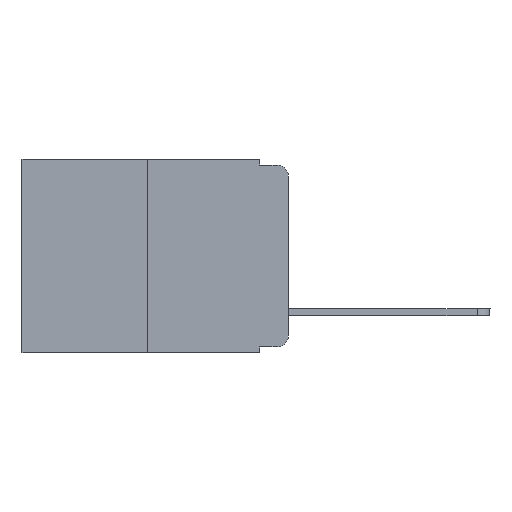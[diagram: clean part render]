
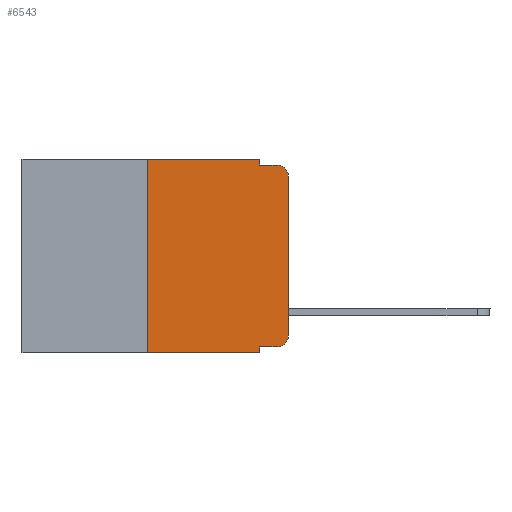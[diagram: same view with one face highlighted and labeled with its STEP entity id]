
A CAD part, left-side view. The second image highlights one B-rep face of the part: STEP entity #6543.
In plain terms, the highlighted planar face has unit normal (-1, 0, 0).
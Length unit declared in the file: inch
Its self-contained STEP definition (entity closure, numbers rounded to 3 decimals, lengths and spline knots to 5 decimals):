
#36 = VERTEX_POINT ( 'NONE', #10095 ) ;
#96 = EDGE_CURVE ( 'NONE', #2282, #8192, #2537, .T. ) ;
#119 = DIRECTION ( 'NONE',  ( 1., 0., 0. ) ) ;
#165 = CARTESIAN_POINT ( 'NONE',  ( 0., 0.473, 0. ) ) ;
#271 = DIRECTION ( 'NONE',  ( 0., 0., 1. ) ) ;
#274 = VERTEX_POINT ( 'NONE', #6924 ) ;
#404 = VERTEX_POINT ( 'NONE', #6413 ) ;
#533 = LINE ( 'NONE', #5803, #4372 ) ;
#562 = DIRECTION ( 'NONE',  ( 0., -1., 0. ) ) ;
#825 = CARTESIAN_POINT ( 'NONE',  ( 0., 0.02, -0.313 ) ) ;
#918 = VECTOR ( 'NONE', #2863, 39.37008 ) ;
#1081 = LINE ( 'NONE', #6256, #1101 ) ;
#1101 = VECTOR ( 'NONE', #4515, 39.37008 ) ;
#1274 = ORIENTED_EDGE ( 'NONE', *, *, #96, .T. ) ;
#1331 = VERTEX_POINT ( 'NONE', #5481 ) ;
#1537 = DIRECTION ( 'NONE',  ( 0., 0., -1. ) ) ;
#1648 = EDGE_CURVE ( 'NONE', #8192, #404, #7354, .T. ) ;
#1649 = CARTESIAN_POINT ( 'NONE',  ( 0., 0.473, 0. ) ) ;
#1751 = EDGE_CURVE ( 'NONE', #5539, #404, #3900, .T. ) ;
#1925 = LINE ( 'NONE', #2037, #5036 ) ;
#1958 = LINE ( 'NONE', #10530, #918 ) ;
#2037 = CARTESIAN_POINT ( 'NONE',  ( 0., 0.25, 0. ) ) ;
#2192 = CARTESIAN_POINT ( 'NONE',  ( 0., 0.051, -0.01 ) ) ;
#2282 = VERTEX_POINT ( 'NONE', #6785 ) ;
#2537 = LINE ( 'NONE', #5173, #9044 ) ;
#2814 = ORIENTED_EDGE ( 'NONE', *, *, #5008, .F. ) ;
#2863 = DIRECTION ( 'NONE',  ( 0., -1., 0. ) ) ;
#2877 = AXIS2_PLACEMENT_3D ( 'NONE', #825, #3505, #3555 ) ;
#2924 = EDGE_CURVE ( 'NONE', #274, #11001, #1958, .T. ) ;
#3287 = CARTESIAN_POINT ( 'NONE',  ( 0., 0., -0.03 ) ) ;
#3500 = VERTEX_POINT ( 'NONE', #6653 ) ;
#3505 = DIRECTION ( 'NONE',  ( -1., 0., 0. ) ) ;
#3555 = DIRECTION ( 'NONE',  ( 0., 0., -1. ) ) ;
#3602 = EDGE_CURVE ( 'NONE', #36, #1331, #6877, .T. ) ;
#3605 = EDGE_CURVE ( 'NONE', #10889, #2282, #6822, .T. ) ;
#3719 = EDGE_CURVE ( 'NONE', #274, #36, #1925, .T. ) ;
#3729 = CARTESIAN_POINT ( 'NONE',  ( 0., 0.02, -0.03 ) ) ;
#3785 = DIRECTION ( 'NONE',  ( 0., -1., 0. ) ) ;
#3900 = LINE ( 'NONE', #4588, #7811 ) ;
#4086 = ORIENTED_EDGE ( 'NONE', *, *, #8687, .F. ) ;
#4207 = ORIENTED_EDGE ( 'NONE', *, *, #3602, .F. ) ;
#4220 = ORIENTED_EDGE ( 'NONE', *, *, #3719, .F. ) ;
#4291 = DIRECTION ( 'NONE',  ( 0., 0., 1. ) ) ;
#4372 = VECTOR ( 'NONE', #1537, 39.37008 ) ;
#4515 = DIRECTION ( 'NONE',  ( 0., 0., -1. ) ) ;
#4518 = DIRECTION ( 'NONE',  ( -1., 0., 0. ) ) ;
#4519 = PLANE ( 'NONE',  #9721 ) ;
#4588 = CARTESIAN_POINT ( 'NONE',  ( 0., 0.051, -0.01 ) ) ;
#5008 = EDGE_CURVE ( 'NONE', #1331, #5539, #1081, .T. ) ;
#5036 = VECTOR ( 'NONE', #271, 39.37008 ) ;
#5040 = AXIS2_PLACEMENT_3D ( 'NONE', #3729, #4518, #8984 ) ;
#5173 = CARTESIAN_POINT ( 'NONE',  ( 0., 0., 0. ) ) ;
#5179 = DIRECTION ( 'NONE',  ( 0., -1., 0. ) ) ;
#5481 = CARTESIAN_POINT ( 'NONE',  ( 0., 0.051, 0. ) ) ;
#5539 = VERTEX_POINT ( 'NONE', #2192 ) ;
#5803 = CARTESIAN_POINT ( 'NONE',  ( 0., 0.051, 0. ) ) ;
#6086 = FACE_OUTER_BOUND ( 'NONE', #6223, .T. ) ;
#6186 = ORIENTED_EDGE ( 'NONE', *, *, #1648, .T. ) ;
#6223 = EDGE_LOOP ( 'NONE', ( #1274, #6186, #6360, #2814, #4207, #4220, #6726, #4086, #6408, #10716 ) ) ;
#6256 = CARTESIAN_POINT ( 'NONE',  ( 0., 0.051, 0. ) ) ;
#6360 = ORIENTED_EDGE ( 'NONE', *, *, #1751, .F. ) ;
#6408 = ORIENTED_EDGE ( 'NONE', *, *, #8906, .T. ) ;
#6413 = CARTESIAN_POINT ( 'NONE',  ( 0., 0.02, -0.01 ) ) ;
#6543 = ADVANCED_FACE ( 'NONE', ( #6086 ), #4519, .F. ) ;
#6651 = VECTOR ( 'NONE', #5179, 39.37008 ) ;
#6653 = CARTESIAN_POINT ( 'NONE',  ( 0., 0.051, -0.333 ) ) ;
#6726 = ORIENTED_EDGE ( 'NONE', *, *, #2924, .T. ) ;
#6785 = CARTESIAN_POINT ( 'NONE',  ( 0., 0., -0.313 ) ) ;
#6795 = CARTESIAN_POINT ( 'NONE',  ( 0., 0.02, -0.333 ) ) ;
#6822 = CIRCLE ( 'NONE', #2877, 0.02 ) ;
#6877 = LINE ( 'NONE', #1649, #6651 ) ;
#6924 = CARTESIAN_POINT ( 'NONE',  ( 0., 0.25, -0.343 ) ) ;
#7008 = CARTESIAN_POINT ( 'NONE',  ( 0., 0.051, -0.343 ) ) ;
#7354 = CIRCLE ( 'NONE', #5040, 0.02 ) ;
#7811 = VECTOR ( 'NONE', #3785, 39.37008 ) ;
#8192 = VERTEX_POINT ( 'NONE', #3287 ) ;
#8239 = CARTESIAN_POINT ( 'NONE',  ( 0., 0.051, -0.333 ) ) ;
#8687 = EDGE_CURVE ( 'NONE', #3500, #11001, #533, .T. ) ;
#8827 = VECTOR ( 'NONE', #562, 39.37008 ) ;
#8906 = EDGE_CURVE ( 'NONE', #3500, #10889, #9786, .T. ) ;
#8984 = DIRECTION ( 'NONE',  ( 0., 0., -1. ) ) ;
#9044 = VECTOR ( 'NONE', #4291, 39.37008 ) ;
#9537 = DIRECTION ( 'NONE',  ( 0., 0., -1. ) ) ;
#9721 = AXIS2_PLACEMENT_3D ( 'NONE', #165, #119, #9537 ) ;
#9786 = LINE ( 'NONE', #8239, #8827 ) ;
#10095 = CARTESIAN_POINT ( 'NONE',  ( 0., 0.25, 0. ) ) ;
#10530 = CARTESIAN_POINT ( 'NONE',  ( 0., 0.473, -0.343 ) ) ;
#10716 = ORIENTED_EDGE ( 'NONE', *, *, #3605, .T. ) ;
#10889 = VERTEX_POINT ( 'NONE', #6795 ) ;
#11001 = VERTEX_POINT ( 'NONE', #7008 ) ;
